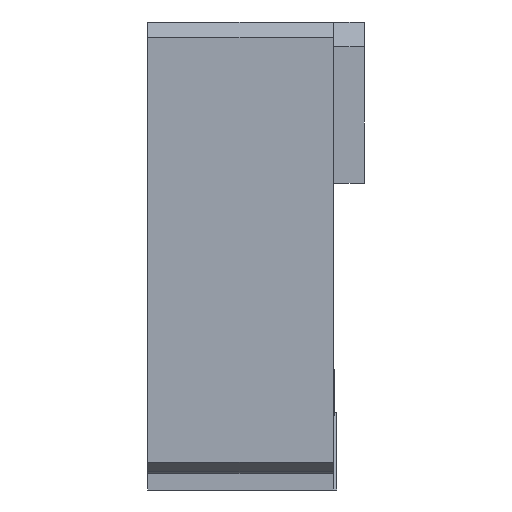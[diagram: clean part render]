
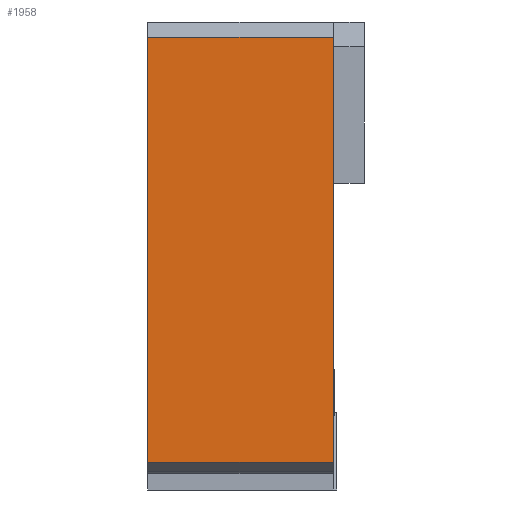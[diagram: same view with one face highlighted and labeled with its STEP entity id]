
A CAD part, left-side view. The second image highlights one B-rep face of the part: STEP entity #1958.
In plain terms, the highlighted planar face has unit normal (-1, 0, 0).
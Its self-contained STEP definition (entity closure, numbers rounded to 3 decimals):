
#208=CARTESIAN_POINT('',(-17.49,3.,-14.2));
#209=VERTEX_POINT('',#208);
#216=CARTESIAN_POINT('',(-17.49,3.,-0.5));
#217=VERTEX_POINT('',#216);
#218=CARTESIAN_POINT('',(-17.49,3.,-14.2));
#219=DIRECTION('',(0.,0.,1.));
#220=VECTOR('',#219,13.7);
#221=LINE('',#218,#220);
#222=EDGE_CURVE('',#209,#217,#221,.T.);
#1916=CARTESIAN_POINT('',(-17.49,-3.,-14.2));
#1917=VERTEX_POINT('',#1916);
#1918=CARTESIAN_POINT('',(-17.49,-3.,-14.2));
#1919=DIRECTION('',(0.,1.,0.));
#1920=VECTOR('',#1919,6.);
#1921=LINE('',#1918,#1920);
#1922=EDGE_CURVE('',#1917,#209,#1921,.T.);
#1935=CARTESIAN_POINT('',(-17.49,0.,-7.55));
#1936=DIRECTION('',(0.,-1.,0.));
#1937=DIRECTION('',(-1.,0.,0.));
#1938=AXIS2_PLACEMENT_3D('',#1935,#1937,#1936);
#1939=PLANE('',#1938);
#1940=CARTESIAN_POINT('',(-17.49,-3.,-0.5));
#1941=VERTEX_POINT('',#1940);
#1942=CARTESIAN_POINT('',(-17.49,-3.,-14.2));
#1943=DIRECTION('',(0.,0.,1.));
#1944=VECTOR('',#1943,13.7);
#1945=LINE('',#1942,#1944);
#1946=EDGE_CURVE('',#1917,#1941,#1945,.T.);
#1947=ORIENTED_EDGE('',*,*,#1946,.T.);
#1948=CARTESIAN_POINT('',(-17.49,-3.,-0.5));
#1949=DIRECTION('',(0.,1.,0.));
#1950=VECTOR('',#1949,6.);
#1951=LINE('',#1948,#1950);
#1952=EDGE_CURVE('',#1941,#217,#1951,.T.);
#1953=ORIENTED_EDGE('',*,*,#1952,.T.);
#1954=ORIENTED_EDGE('',*,*,#222,.F.);
#1955=ORIENTED_EDGE('',*,*,#1922,.F.);
#1956=EDGE_LOOP('',(#1947,#1953,#1954,#1955));
#1957=FACE_OUTER_BOUND('',#1956,.T.);
#1958=ADVANCED_FACE('',(#1957),#1939,.T.);
